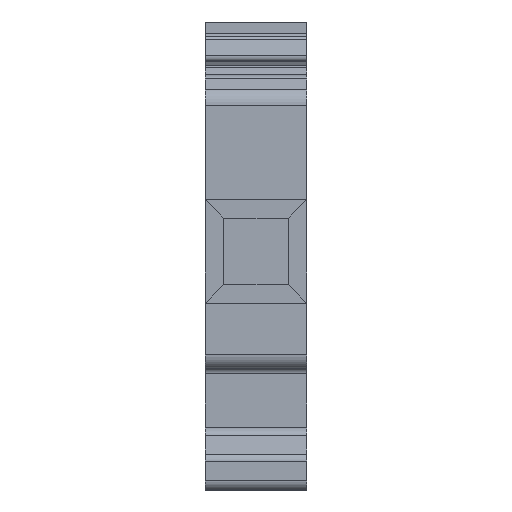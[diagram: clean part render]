
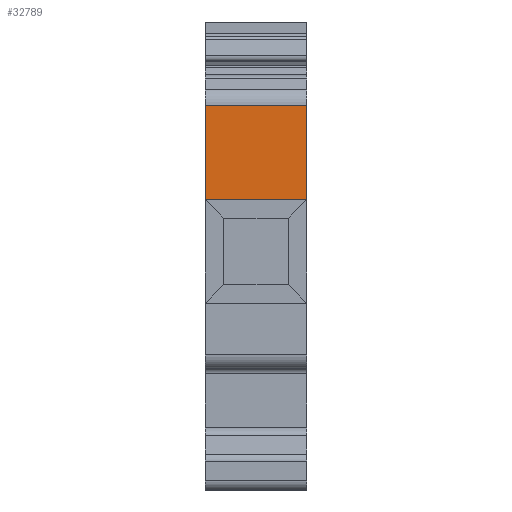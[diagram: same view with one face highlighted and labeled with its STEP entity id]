
A CAD part, left-side view. The second image highlights one B-rep face of the part: STEP entity #32789.
In plain terms, the highlighted planar face has unit normal (-1, 0, 0).
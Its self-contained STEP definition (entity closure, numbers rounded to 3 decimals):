
#686 = FACE_OUTER_BOUND ( 'NONE', #18348, .T. ) ;
#1334 = DIRECTION ( 'NONE',  ( 0., 1., 0. ) ) ;
#1375 = CARTESIAN_POINT ( 'NONE',  ( -60.398, 0., 24.799 ) ) ;
#1418 = LINE ( 'NONE', #34641, #17180 ) ;
#3636 = AXIS2_PLACEMENT_3D ( 'NONE', #5788, #22405, #6310 ) ;
#4917 = EDGE_CURVE ( 'NONE', #33907, #11315, #10797, .T. ) ;
#5295 = EDGE_CURVE ( 'NONE', #11315, #6417, #30306, .T. ) ;
#5455 = CARTESIAN_POINT ( 'NONE',  ( -60.398, 11., 34.976 ) ) ;
#5788 = CARTESIAN_POINT ( 'NONE',  ( -60.398, 11., 19.979 ) ) ;
#6112 = CARTESIAN_POINT ( 'NONE',  ( -60.398, 11., 34.976 ) ) ;
#6310 = DIRECTION ( 'NONE',  ( 0., 0., -1. ) ) ;
#6320 = ORIENTED_EDGE ( 'NONE', *, *, #27112, .T. ) ;
#6417 = VERTEX_POINT ( 'NONE', #35519 ) ;
#6792 = CARTESIAN_POINT ( 'NONE',  ( -60.398, 11., 24.799 ) ) ;
#7095 = VECTOR ( 'NONE', #30009, 1000. ) ;
#7373 = ORIENTED_EDGE ( 'NONE', *, *, #4917, .F. ) ;
#9767 = VECTOR ( 'NONE', #1334, 1000. ) ;
#10797 = LINE ( 'NONE', #24721, #7095 ) ;
#11315 = VERTEX_POINT ( 'NONE', #6112 ) ;
#13166 = DIRECTION ( 'NONE',  ( 0., 0., 1. ) ) ;
#14965 = LINE ( 'NONE', #6792, #9767 ) ;
#16483 = DIRECTION ( 'NONE',  ( 0., -1., 0. ) ) ;
#16632 = PLANE ( 'NONE',  #3636 ) ;
#17180 = VECTOR ( 'NONE', #13166, 1000. ) ;
#18348 = EDGE_LOOP ( 'NONE', ( #30634, #6320, #28787, #7373 ) ) ;
#19175 = VECTOR ( 'NONE', #16483, 1000. ) ;
#19863 = EDGE_CURVE ( 'NONE', #30923, #33907, #14965, .T. ) ;
#22405 = DIRECTION ( 'NONE',  ( 1., 0., 0. ) ) ;
#24721 = CARTESIAN_POINT ( 'NONE',  ( -60.398, 11., 34.976 ) ) ;
#24780 = CARTESIAN_POINT ( 'NONE',  ( -60.398, 11., 24.799 ) ) ;
#27112 = EDGE_CURVE ( 'NONE', #30923, #6417, #1418, .T. ) ;
#28787 = ORIENTED_EDGE ( 'NONE', *, *, #5295, .F. ) ;
#30009 = DIRECTION ( 'NONE',  ( 0., 0., 1. ) ) ;
#30306 = LINE ( 'NONE', #5455, #19175 ) ;
#30634 = ORIENTED_EDGE ( 'NONE', *, *, #19863, .F. ) ;
#30923 = VERTEX_POINT ( 'NONE', #1375 ) ;
#32789 = ADVANCED_FACE ( 'NONE', ( #686 ), #16632, .F. ) ;
#33907 = VERTEX_POINT ( 'NONE', #24780 ) ;
#34641 = CARTESIAN_POINT ( 'NONE',  ( -60.398, 0., 19.979 ) ) ;
#35519 = CARTESIAN_POINT ( 'NONE',  ( -60.398, 0., 34.976 ) ) ;
